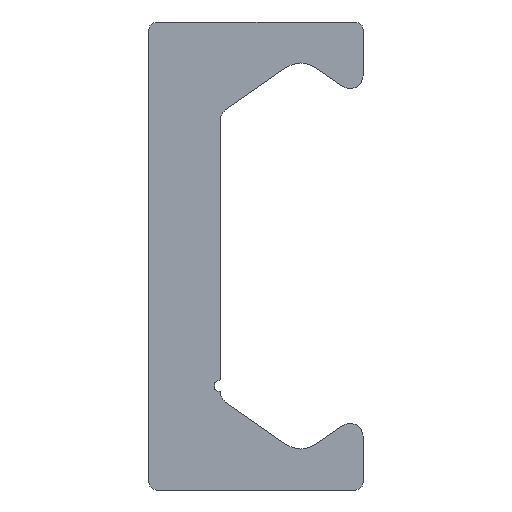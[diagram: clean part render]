
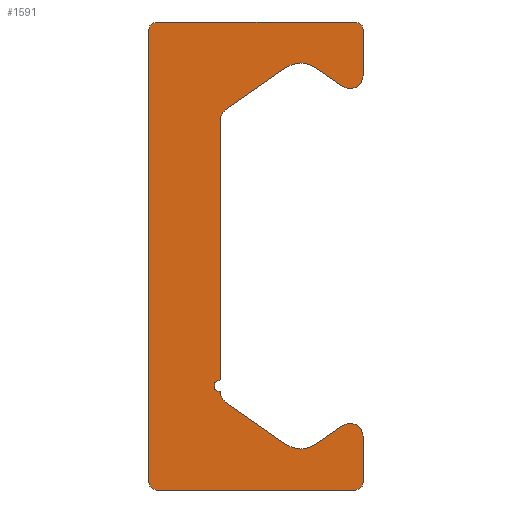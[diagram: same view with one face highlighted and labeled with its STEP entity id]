
A CAD part, left-side view. The second image highlights one B-rep face of the part: STEP entity #1591.
In plain terms, the highlighted planar face has unit normal (-1, 0, 0).
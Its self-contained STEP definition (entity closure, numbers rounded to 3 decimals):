
#695=CARTESIAN_POINT('',(0.0,1.375,5.214));
#696=VERTEX_POINT('',#695);
#703=CARTESIAN_POINT('',(0.0,1.375,-4.75));
#704=VERTEX_POINT('',#703);
#705=CARTESIAN_POINT('',(0.0,1.375,5.214));
#706=DIRECTION('',(0.0,0.0,-1.0));
#707=VECTOR('',#706,9.964);
#708=LINE('',#705,#707);
#709=EDGE_CURVE('',#696,#704,#708,.T.);
#874=CARTESIAN_POINT('',(0.0,3.825,-9.));
#875=VERTEX_POINT('',#874);
#882=CARTESIAN_POINT('',(0.0,4.125,-8.7));
#883=VERTEX_POINT('',#882);
#884=CARTESIAN_POINT('',(0.0,3.825,-8.7));
#885=DIRECTION('',(1.0,0.0,0.0));
#886=DIRECTION('',(0.0,0.0,-1.0));
#887=AXIS2_PLACEMENT_3D('',#884,#885,#886);
#888=CIRCLE('',#887,0.3);
#889=EDGE_CURVE('',#875,#883,#888,.T.);
#913=CARTESIAN_POINT('',(0.0,-3.825,-9.));
#914=VERTEX_POINT('',#913);
#921=CARTESIAN_POINT('',(0.0,-3.825,-9.));
#922=DIRECTION('',(0.0,1.0,0.0));
#923=VECTOR('',#922,7.65);
#924=LINE('',#921,#923);
#925=EDGE_CURVE('',#914,#875,#924,.T.);
#945=CARTESIAN_POINT('',(0.0,-4.125,-8.7));
#946=VERTEX_POINT('',#945);
#953=CARTESIAN_POINT('',(0.0,-3.825,-8.7));
#954=DIRECTION('',(1.0,0.0,0.0));
#955=DIRECTION('',(0.0,-1.0,0.0));
#956=AXIS2_PLACEMENT_3D('',#953,#954,#955);
#957=CIRCLE('',#956,0.3);
#958=EDGE_CURVE('',#946,#914,#957,.T.);
#977=CARTESIAN_POINT('',(0.0,-4.125,-6.925));
#978=VERTEX_POINT('',#977);
#985=CARTESIAN_POINT('',(0.0,-4.125,-6.925));
#986=DIRECTION('',(0.0,0.0,-1.0));
#987=VECTOR('',#986,1.775);
#988=LINE('',#985,#987);
#989=EDGE_CURVE('',#978,#946,#988,.T.);
#1009=CARTESIAN_POINT('',(0.0,-3.338,-6.515));
#1010=VERTEX_POINT('',#1009);
#1017=CARTESIAN_POINT('',(0.0,-3.625,-6.925));
#1018=DIRECTION('',(1.0,0.0,0.0));
#1019=DIRECTION('',(0.0,0.574,0.819));
#1020=AXIS2_PLACEMENT_3D('',#1017,#1018,#1019);
#1021=CIRCLE('',#1020,0.5);
#1022=EDGE_CURVE('',#1010,#978,#1021,.T.);
#1041=CARTESIAN_POINT('',(0.0,-2.299,-7.243));
#1042=VERTEX_POINT('',#1041);
#1049=CARTESIAN_POINT('',(0.0,-2.299,-7.243));
#1050=DIRECTION('',(0.0,-0.819,0.574));
#1051=VECTOR('',#1050,1.269);
#1052=LINE('',#1049,#1051);
#1053=EDGE_CURVE('',#1042,#1010,#1052,.T.);
#1073=CARTESIAN_POINT('',(0.0,-1.151,-7.243));
#1074=VERTEX_POINT('',#1073);
#1081=CARTESIAN_POINT('',(0.0,-1.725,-6.424));
#1082=DIRECTION('',(-1.0,0.0,0.0));
#1083=DIRECTION('',(0.0,0.574,0.819));
#1084=AXIS2_PLACEMENT_3D('',#1081,#1082,#1083);
#1085=CIRCLE('',#1084,1.0);
#1086=EDGE_CURVE('',#1074,#1042,#1085,.T.);
#1105=CARTESIAN_POINT('',(0.0,1.162,-5.624));
#1106=VERTEX_POINT('',#1105);
#1113=CARTESIAN_POINT('',(0.0,1.162,-5.624));
#1114=DIRECTION('',(0.0,-0.819,-0.574));
#1115=VECTOR('',#1114,2.824);
#1116=LINE('',#1113,#1115);
#1117=EDGE_CURVE('',#1106,#1074,#1116,.T.);
#1137=CARTESIAN_POINT('',(0.0,1.375,-5.214));
#1138=VERTEX_POINT('',#1137);
#1145=CARTESIAN_POINT('',(0.0,0.875,-5.214));
#1146=DIRECTION('',(-1.0,0.0,0.0));
#1147=DIRECTION('',(0.0,-0.574,0.819));
#1148=AXIS2_PLACEMENT_3D('',#1145,#1146,#1147);
#1149=CIRCLE('',#1148,0.5);
#1150=EDGE_CURVE('',#1138,#1106,#1149,.T.);
#1169=CARTESIAN_POINT('',(0.0,1.375,-5.25));
#1170=VERTEX_POINT('',#1169);
#1177=CARTESIAN_POINT('',(0.0,1.375,-5.25));
#1178=DIRECTION('',(0.0,0.0,1.0));
#1179=VECTOR('',#1178,0.036);
#1180=LINE('',#1177,#1179);
#1181=EDGE_CURVE('',#1170,#1138,#1180,.T.);
#1210=CARTESIAN_POINT('',(0.0,1.375,-5.0));
#1211=DIRECTION('',(-1.0,0.0,0.0));
#1212=DIRECTION('',(0.0,0.0,1.0));
#1213=AXIS2_PLACEMENT_3D('',#1210,#1211,#1212);
#1214=CIRCLE('',#1213,0.25);
#1215=EDGE_CURVE('',#704,#1170,#1214,.T.);
#1235=CARTESIAN_POINT('',(0.0,1.162,5.624));
#1236=VERTEX_POINT('',#1235);
#1243=CARTESIAN_POINT('',(0.0,0.875,5.214));
#1244=DIRECTION('',(-1.0,0.0,0.0));
#1245=DIRECTION('',(0.0,-1.0,0.0));
#1246=AXIS2_PLACEMENT_3D('',#1243,#1244,#1245);
#1247=CIRCLE('',#1246,0.5);
#1248=EDGE_CURVE('',#1236,#696,#1247,.T.);
#1267=CARTESIAN_POINT('',(0.0,-1.151,7.243));
#1268=VERTEX_POINT('',#1267);
#1275=CARTESIAN_POINT('',(0.0,-1.151,7.243));
#1276=DIRECTION('',(0.0,0.819,-0.574));
#1277=VECTOR('',#1276,2.824);
#1278=LINE('',#1275,#1277);
#1279=EDGE_CURVE('',#1268,#1236,#1278,.T.);
#1299=CARTESIAN_POINT('',(0.0,-2.299,7.243));
#1300=VERTEX_POINT('',#1299);
#1307=CARTESIAN_POINT('',(0.0,-1.725,6.424));
#1308=DIRECTION('',(-1.0,0.0,0.0));
#1309=DIRECTION('',(0.0,-0.574,-0.819));
#1310=AXIS2_PLACEMENT_3D('',#1307,#1308,#1309);
#1311=CIRCLE('',#1310,1.0);
#1312=EDGE_CURVE('',#1300,#1268,#1311,.T.);
#1331=CARTESIAN_POINT('',(0.0,-3.338,6.515));
#1332=VERTEX_POINT('',#1331);
#1339=CARTESIAN_POINT('',(0.0,-3.338,6.515));
#1340=DIRECTION('',(0.0,0.819,0.574));
#1341=VECTOR('',#1340,1.269);
#1342=LINE('',#1339,#1341);
#1343=EDGE_CURVE('',#1332,#1300,#1342,.T.);
#1363=CARTESIAN_POINT('',(0.0,-4.125,6.925));
#1364=VERTEX_POINT('',#1363);
#1371=CARTESIAN_POINT('',(0.0,-3.625,6.925));
#1372=DIRECTION('',(1.0,0.0,0.0));
#1373=DIRECTION('',(0.0,-1.0,0.0));
#1374=AXIS2_PLACEMENT_3D('',#1371,#1372,#1373);
#1375=CIRCLE('',#1374,0.5);
#1376=EDGE_CURVE('',#1364,#1332,#1375,.T.);
#1395=CARTESIAN_POINT('',(0.0,-4.125,8.7));
#1396=VERTEX_POINT('',#1395);
#1403=CARTESIAN_POINT('',(0.0,-4.125,8.7));
#1404=DIRECTION('',(0.0,0.0,-1.0));
#1405=VECTOR('',#1404,1.775);
#1406=LINE('',#1403,#1405);
#1407=EDGE_CURVE('',#1396,#1364,#1406,.T.);
#1427=CARTESIAN_POINT('',(0.0,-3.825,9.));
#1428=VERTEX_POINT('',#1427);
#1435=CARTESIAN_POINT('',(0.0,-3.825,8.7));
#1436=DIRECTION('',(1.0,0.0,0.0));
#1437=DIRECTION('',(0.0,0.0,1.0));
#1438=AXIS2_PLACEMENT_3D('',#1435,#1436,#1437);
#1439=CIRCLE('',#1438,0.3);
#1440=EDGE_CURVE('',#1428,#1396,#1439,.T.);
#1459=CARTESIAN_POINT('',(0.0,3.825,9.));
#1460=VERTEX_POINT('',#1459);
#1467=CARTESIAN_POINT('',(0.0,3.825,9.));
#1468=DIRECTION('',(0.0,-1.0,0.0));
#1469=VECTOR('',#1468,7.65);
#1470=LINE('',#1467,#1469);
#1471=EDGE_CURVE('',#1460,#1428,#1470,.T.);
#1491=CARTESIAN_POINT('',(0.0,4.125,8.7));
#1492=VERTEX_POINT('',#1491);
#1499=CARTESIAN_POINT('',(0.0,3.825,8.7));
#1500=DIRECTION('',(1.0,0.0,0.0));
#1501=DIRECTION('',(0.0,1.0,0.0));
#1502=AXIS2_PLACEMENT_3D('',#1499,#1500,#1501);
#1503=CIRCLE('',#1502,0.3);
#1504=EDGE_CURVE('',#1492,#1460,#1503,.T.);
#1522=CARTESIAN_POINT('',(0.0,4.125,-8.7));
#1523=DIRECTION('',(0.0,0.0,1.0));
#1524=VECTOR('',#1523,17.4);
#1525=LINE('',#1522,#1524);
#1526=EDGE_CURVE('',#883,#1492,#1525,.T.);
#1562=CARTESIAN_POINT('',(0.0,0.856,-0.029));
#1563=DIRECTION('',(1.0,0.0,0.0));
#1564=DIRECTION('',(0.0,0.0,-1.0));
#1565=AXIS2_PLACEMENT_3D('',#1562,#1563,#1564);
#1566=PLANE('',#1565);
#1567=ORIENTED_EDGE('',*,*,#1526,.F.);
#1568=ORIENTED_EDGE('',*,*,#889,.F.);
#1569=ORIENTED_EDGE('',*,*,#925,.F.);
#1570=ORIENTED_EDGE('',*,*,#958,.F.);
#1571=ORIENTED_EDGE('',*,*,#989,.F.);
#1572=ORIENTED_EDGE('',*,*,#1022,.F.);
#1573=ORIENTED_EDGE('',*,*,#1053,.F.);
#1574=ORIENTED_EDGE('',*,*,#1086,.F.);
#1575=ORIENTED_EDGE('',*,*,#1117,.F.);
#1576=ORIENTED_EDGE('',*,*,#1150,.F.);
#1577=ORIENTED_EDGE('',*,*,#1181,.F.);
#1578=ORIENTED_EDGE('',*,*,#1215,.F.);
#1579=ORIENTED_EDGE('',*,*,#709,.F.);
#1580=ORIENTED_EDGE('',*,*,#1248,.F.);
#1581=ORIENTED_EDGE('',*,*,#1279,.F.);
#1582=ORIENTED_EDGE('',*,*,#1312,.F.);
#1583=ORIENTED_EDGE('',*,*,#1343,.F.);
#1584=ORIENTED_EDGE('',*,*,#1376,.F.);
#1585=ORIENTED_EDGE('',*,*,#1407,.F.);
#1586=ORIENTED_EDGE('',*,*,#1440,.F.);
#1587=ORIENTED_EDGE('',*,*,#1471,.F.);
#1588=ORIENTED_EDGE('',*,*,#1504,.F.);
#1589=EDGE_LOOP('',(#1567,#1568,#1569,#1570,#1571,#1572,#1573,#1574,#1575,#1576,#1577,#1578,#1579,#1580,#1581,#1582,#1583,#1584,#1585,#1586,#1587,#1588));
#1590=FACE_OUTER_BOUND('',#1589,.T.);
#1591=ADVANCED_FACE('',(#1590),#1566,.F.);
